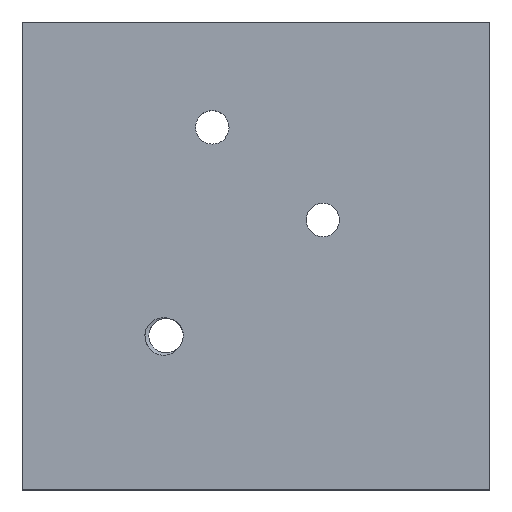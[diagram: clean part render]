
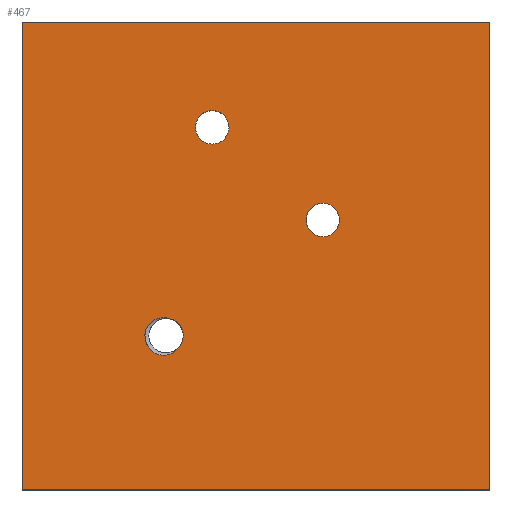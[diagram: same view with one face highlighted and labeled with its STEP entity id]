
A CAD part, top view. The second image highlights one B-rep face of the part: STEP entity #467.
In plain terms, the highlighted planar face has unit normal (0, 0, 1).
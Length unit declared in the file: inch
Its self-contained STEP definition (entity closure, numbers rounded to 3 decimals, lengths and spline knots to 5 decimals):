
#15=FACE_BOUND('',#71,.T.);
#16=FACE_BOUND('',#72,.T.);
#17=FACE_BOUND('',#73,.T.);
#21=PLANE('',#509);
#45=FACE_OUTER_BOUND('',#70,.T.);
#70=EDGE_LOOP('',(#385,#386,#387,#388));
#71=EDGE_LOOP('',(#389,#390,#391,#392,#393));
#72=EDGE_LOOP('',(#394));
#73=EDGE_LOOP('',(#395));
#85=CIRCLE('',#491,0.06725);
#87=CIRCLE('',#499,0.082);
#88=CIRCLE('',#501,0.082);
#90=CIRCLE('',#510,0.065);
#91=CIRCLE('',#511,0.065);
#121=B_SPLINE_CURVE_WITH_KNOTS('',3,(#1251,#1252,#1253,#1254,#1255,#1256,
#1257,#1258,#1259,#1260,#1261,#1262,#1263,#1264,#1265,#1266,#1267,#1268,
#1269,#1270,#1271,#1272,#1273,#1274,#1275,#1276,#1277,#1278,#1279,#1280,
#1281,#1282,#1283,#1284),.UNSPECIFIED.,.F.,.F.,(4,3,3,3,3,3,3,3,3,3,3,4),
(0.,0.04909,0.07138,0.09015,0.139,
0.15736,0.19637,0.22149,0.24091,
0.2715,0.29234,0.32823),.UNSPECIFIED.);
#124=B_SPLINE_CURVE_WITH_KNOTS('',3,(#1527,#1528,#1529,#1530,#1531,#1532,
#1533,#1534,#1535,#1536,#1537,#1538,#1539,#1540,#1541,#1542,#1543,#1544,
#1545,#1546,#1547,#1548,#1549,#1550,#1551,#1552,#1553,#1554,#1555,#1556,
#1557,#1558,#1559,#1560,#1561,#1562,#1563),.UNSPECIFIED.,.F.,.F.,(4,3,3,
3,3,3,3,3,3,3,3,3,4),(0.,0.04334,0.06389,0.07915,
0.11695,0.13724,0.15621,0.18028,
0.21184,0.23198,0.26468,0.2837,
0.32687),.UNSPECIFIED.);
#140=LINE('',#1623,#167);
#141=LINE('',#1625,#168);
#142=LINE('',#1627,#169);
#143=LINE('',#1628,#170);
#167=VECTOR('',#577,0.3937);
#168=VECTOR('',#578,0.3937);
#169=VECTOR('',#579,0.3937);
#170=VECTOR('',#580,0.3937);
#183=VERTEX_POINT('',#620);
#184=VERTEX_POINT('',#631);
#198=VERTEX_POINT('',#897);
#199=VERTEX_POINT('',#899);
#202=VERTEX_POINT('',#910);
#215=VERTEX_POINT('',#1621);
#216=VERTEX_POINT('',#1622);
#217=VERTEX_POINT('',#1624);
#218=VERTEX_POINT('',#1626);
#219=VERTEX_POINT('',#1629);
#220=VERTEX_POINT('',#1631);
#229=EDGE_CURVE('',#184,#183,#85,.T.);
#248=EDGE_CURVE('',#199,#198,#87,.T.);
#252=EDGE_CURVE('',#198,#202,#88,.T.);
#272=EDGE_CURVE('',#202,#184,#121,.T.);
#275=EDGE_CURVE('',#183,#199,#124,.T.);
#278=EDGE_CURVE('',#215,#216,#140,.T.);
#279=EDGE_CURVE('',#216,#217,#141,.T.);
#280=EDGE_CURVE('',#217,#218,#142,.T.);
#281=EDGE_CURVE('',#218,#215,#143,.T.);
#282=EDGE_CURVE('',#219,#219,#90,.T.);
#283=EDGE_CURVE('',#220,#220,#91,.T.);
#385=ORIENTED_EDGE('',*,*,#278,.T.);
#386=ORIENTED_EDGE('',*,*,#279,.T.);
#387=ORIENTED_EDGE('',*,*,#280,.T.);
#388=ORIENTED_EDGE('',*,*,#281,.T.);
#389=ORIENTED_EDGE('',*,*,#275,.T.);
#390=ORIENTED_EDGE('',*,*,#248,.T.);
#391=ORIENTED_EDGE('',*,*,#252,.T.);
#392=ORIENTED_EDGE('',*,*,#272,.T.);
#393=ORIENTED_EDGE('',*,*,#229,.T.);
#394=ORIENTED_EDGE('',*,*,#282,.T.);
#395=ORIENTED_EDGE('',*,*,#283,.T.);
#467=ADVANCED_FACE('',(#45,#15,#16,#17),#21,.T.);
#491=AXIS2_PLACEMENT_3D('',#632,#527,#528);
#499=AXIS2_PLACEMENT_3D('',#900,#549,#550);
#501=AXIS2_PLACEMENT_3D('',#921,#554,#555);
#509=AXIS2_PLACEMENT_3D('',#1620,#575,#576);
#510=AXIS2_PLACEMENT_3D('',#1630,#581,#582);
#511=AXIS2_PLACEMENT_3D('',#1632,#583,#584);
#527=DIRECTION('center_axis',(0.,0.,-1.));
#528=DIRECTION('ref_axis',(1.,0.,0.));
#549=DIRECTION('center_axis',(0.,0.,-1.));
#550=DIRECTION('ref_axis',(1.,0.,0.));
#554=DIRECTION('center_axis',(0.,0.,-1.));
#555=DIRECTION('ref_axis',(1.,0.,0.));
#575=DIRECTION('center_axis',(0.,0.,1.));
#576=DIRECTION('ref_axis',(0.,1.,0.));
#577=DIRECTION('',(-1.,0.,0.));
#578=DIRECTION('',(0.,-1.,0.));
#579=DIRECTION('',(1.,0.,0.));
#580=DIRECTION('',(0.,1.,0.));
#581=DIRECTION('center_axis',(0.,0.,-1.));
#582=DIRECTION('ref_axis',(1.,0.,0.));
#583=DIRECTION('center_axis',(0.,0.,-1.));
#584=DIRECTION('ref_axis',(1.,0.,0.));
#620=CARTESIAN_POINT('',(0.61488,0.56113,0.197));
#631=CARTESIAN_POINT('',(0.57837,0.66467,0.197));
#632=CARTESIAN_POINT('Origin',(0.56,0.6,0.197));
#897=CARTESIAN_POINT('',(0.478,0.6,0.197));
#899=CARTESIAN_POINT('',(0.50361,0.5405,0.197));
#900=CARTESIAN_POINT('Origin',(0.56,0.6,0.197));
#910=CARTESIAN_POINT('',(0.47874,0.611,0.197));
#921=CARTESIAN_POINT('Origin',(0.56,0.6,0.197));
#1251=CARTESIAN_POINT('Ctrl Pts',(0.47874,0.611,0.197));
#1252=CARTESIAN_POINT('Ctrl Pts',(0.48027,0.61726,0.197));
#1253=CARTESIAN_POINT('Ctrl Pts',(0.48258,0.62328,0.197));
#1254=CARTESIAN_POINT('Ctrl Pts',(0.48557,0.62896,0.197));
#1255=CARTESIAN_POINT('Ctrl Pts',(0.48693,0.63153,0.197));
#1256=CARTESIAN_POINT('Ctrl Pts',(0.48843,0.63404,0.197));
#1257=CARTESIAN_POINT('Ctrl Pts',(0.49006,0.63646,0.197));
#1258=CARTESIAN_POINT('Ctrl Pts',(0.49144,0.63851,0.197));
#1259=CARTESIAN_POINT('Ctrl Pts',(0.49291,0.64049,0.197));
#1260=CARTESIAN_POINT('Ctrl Pts',(0.49446,0.6424,0.197));
#1261=CARTESIAN_POINT('Ctrl Pts',(0.49851,0.64736,0.197));
#1262=CARTESIAN_POINT('Ctrl Pts',(0.50311,0.65182,0.197));
#1263=CARTESIAN_POINT('Ctrl Pts',(0.50819,0.65565,0.197));
#1264=CARTESIAN_POINT('Ctrl Pts',(0.5101,0.65709,0.197));
#1265=CARTESIAN_POINT('Ctrl Pts',(0.51208,0.65845,0.197));
#1266=CARTESIAN_POINT('Ctrl Pts',(0.51412,0.6597,0.197));
#1267=CARTESIAN_POINT('Ctrl Pts',(0.51845,0.66236,0.197));
#1268=CARTESIAN_POINT('Ctrl Pts',(0.52303,0.66456,0.197));
#1269=CARTESIAN_POINT('Ctrl Pts',(0.5278,0.66622,0.197));
#1270=CARTESIAN_POINT('Ctrl Pts',(0.53087,0.66728,0.197));
#1271=CARTESIAN_POINT('Ctrl Pts',(0.53403,0.66813,0.197));
#1272=CARTESIAN_POINT('Ctrl Pts',(0.53724,0.66876,0.197));
#1273=CARTESIAN_POINT('Ctrl Pts',(0.53973,0.66924,0.197));
#1274=CARTESIAN_POINT('Ctrl Pts',(0.54225,0.66959,0.197));
#1275=CARTESIAN_POINT('Ctrl Pts',(0.54478,0.6698,0.197));
#1276=CARTESIAN_POINT('Ctrl Pts',(0.54877,0.67014,0.197));
#1277=CARTESIAN_POINT('Ctrl Pts',(0.55278,0.67015,0.197));
#1278=CARTESIAN_POINT('Ctrl Pts',(0.55679,0.66983,0.197));
#1279=CARTESIAN_POINT('Ctrl Pts',(0.55951,0.66962,0.197));
#1280=CARTESIAN_POINT('Ctrl Pts',(0.56223,0.66924,0.197));
#1281=CARTESIAN_POINT('Ctrl Pts',(0.56491,0.66872,0.197));
#1282=CARTESIAN_POINT('Ctrl Pts',(0.56952,0.66782,0.197));
#1283=CARTESIAN_POINT('Ctrl Pts',(0.57404,0.66647,0.197));
#1284=CARTESIAN_POINT('Ctrl Pts',(0.57837,0.66467,0.197));
#1527=CARTESIAN_POINT('Ctrl Pts',(0.61488,0.56113,0.197));
#1528=CARTESIAN_POINT('Ctrl Pts',(0.61221,0.55611,0.197));
#1529=CARTESIAN_POINT('Ctrl Pts',(0.60888,0.5515,0.197));
#1530=CARTESIAN_POINT('Ctrl Pts',(0.60503,0.54734,0.197));
#1531=CARTESIAN_POINT('Ctrl Pts',(0.6032,0.54537,0.197));
#1532=CARTESIAN_POINT('Ctrl Pts',(0.60126,0.5435,0.197));
#1533=CARTESIAN_POINT('Ctrl Pts',(0.59921,0.54174,0.197));
#1534=CARTESIAN_POINT('Ctrl Pts',(0.59769,0.54043,0.197));
#1535=CARTESIAN_POINT('Ctrl Pts',(0.59612,0.53919,0.197));
#1536=CARTESIAN_POINT('Ctrl Pts',(0.5945,0.53801,0.197));
#1537=CARTESIAN_POINT('Ctrl Pts',(0.59048,0.53509,0.197));
#1538=CARTESIAN_POINT('Ctrl Pts',(0.58618,0.53259,0.197));
#1539=CARTESIAN_POINT('Ctrl Pts',(0.58168,0.53053,0.197));
#1540=CARTESIAN_POINT('Ctrl Pts',(0.57926,0.52942,0.197));
#1541=CARTESIAN_POINT('Ctrl Pts',(0.57678,0.52845,0.197));
#1542=CARTESIAN_POINT('Ctrl Pts',(0.57426,0.52761,0.197));
#1543=CARTESIAN_POINT('Ctrl Pts',(0.5719,0.52682,0.197));
#1544=CARTESIAN_POINT('Ctrl Pts',(0.5695,0.52616,0.197));
#1545=CARTESIAN_POINT('Ctrl Pts',(0.56708,0.52562,0.197));
#1546=CARTESIAN_POINT('Ctrl Pts',(0.56402,0.52494,0.197));
#1547=CARTESIAN_POINT('Ctrl Pts',(0.56091,0.52446,0.197));
#1548=CARTESIAN_POINT('Ctrl Pts',(0.55779,0.5242,0.197));
#1549=CARTESIAN_POINT('Ctrl Pts',(0.5537,0.52385,0.197));
#1550=CARTESIAN_POINT('Ctrl Pts',(0.54957,0.52387,0.197));
#1551=CARTESIAN_POINT('Ctrl Pts',(0.54545,0.52423,0.197));
#1552=CARTESIAN_POINT('Ctrl Pts',(0.54282,0.52446,0.197));
#1553=CARTESIAN_POINT('Ctrl Pts',(0.5402,0.52483,0.197));
#1554=CARTESIAN_POINT('Ctrl Pts',(0.5376,0.52534,0.197));
#1555=CARTESIAN_POINT('Ctrl Pts',(0.53339,0.52615,0.197));
#1556=CARTESIAN_POINT('Ctrl Pts',(0.52923,0.52731,0.197));
#1557=CARTESIAN_POINT('Ctrl Pts',(0.52518,0.52879,0.197));
#1558=CARTESIAN_POINT('Ctrl Pts',(0.52282,0.52966,0.197));
#1559=CARTESIAN_POINT('Ctrl Pts',(0.52049,0.53063,0.197));
#1560=CARTESIAN_POINT('Ctrl Pts',(0.51822,0.5317,0.197));
#1561=CARTESIAN_POINT('Ctrl Pts',(0.51307,0.53413,0.197));
#1562=CARTESIAN_POINT('Ctrl Pts',(0.50817,0.53708,0.197));
#1563=CARTESIAN_POINT('Ctrl Pts',(0.50361,0.5405,0.197));
#1620=CARTESIAN_POINT('Origin',(0.91,0.91,0.197));
#1621=CARTESIAN_POINT('',(1.82,1.82,0.197));
#1622=CARTESIAN_POINT('',(0.,1.82,0.197));
#1623=CARTESIAN_POINT('',(0.91,1.82,0.197));
#1624=CARTESIAN_POINT('',(0.,0.,0.197));
#1625=CARTESIAN_POINT('',(0.,0.91,0.197));
#1626=CARTESIAN_POINT('',(1.82,0.,0.197));
#1627=CARTESIAN_POINT('',(0.91,0.,0.197));
#1628=CARTESIAN_POINT('',(1.82,0.91,0.197));
#1629=CARTESIAN_POINT('',(0.675,1.41,0.197));
#1630=CARTESIAN_POINT('Origin',(0.74,1.41,0.197));
#1631=CARTESIAN_POINT('',(1.105,1.05,0.197));
#1632=CARTESIAN_POINT('Origin',(1.17,1.05,0.197));
